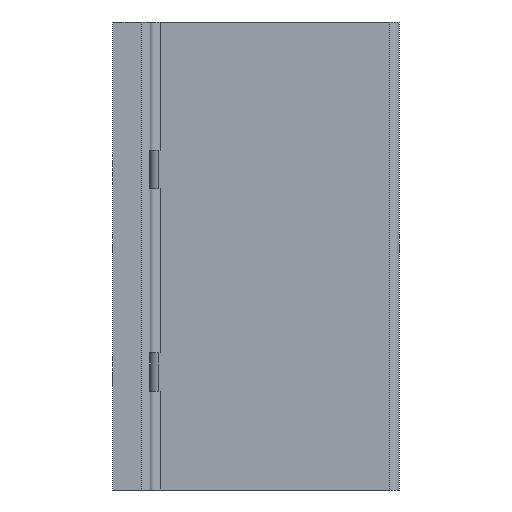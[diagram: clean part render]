
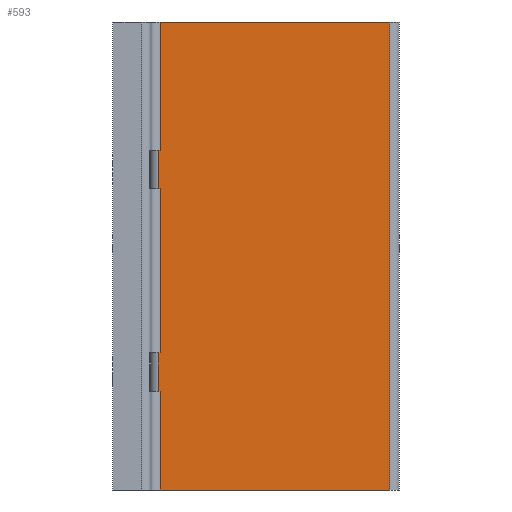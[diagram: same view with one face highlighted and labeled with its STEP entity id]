
A CAD part, left-side view. The second image highlights one B-rep face of the part: STEP entity #593.
In plain terms, the highlighted planar face has unit normal (-1, 0, 0).
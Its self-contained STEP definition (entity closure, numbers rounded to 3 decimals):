
#37=FACE_OUTER_BOUND('',#69,.T.);
#69=EDGE_LOOP('',(#445,#446,#447,#448,#449,#450,#451,#452,#453,#454,#455,
#456));
#126=LINE('',#891,#186);
#142=LINE('',#945,#202);
#145=LINE('',#953,#205);
#146=LINE('',#956,#206);
#147=LINE('',#958,#207);
#148=LINE('',#960,#208);
#149=LINE('',#962,#209);
#150=LINE('',#964,#210);
#151=LINE('',#966,#211);
#152=LINE('',#968,#212);
#153=LINE('',#970,#213);
#154=LINE('',#971,#214);
#186=VECTOR('',#708,10.);
#202=VECTOR('',#758,10.);
#205=VECTOR('',#767,10.);
#206=VECTOR('',#770,10.);
#207=VECTOR('',#771,10.);
#208=VECTOR('',#772,1.);
#209=VECTOR('',#773,10.);
#210=VECTOR('',#774,10.);
#211=VECTOR('',#775,10.);
#212=VECTOR('',#776,1.);
#213=VECTOR('',#777,10.);
#214=VECTOR('',#778,10.);
#249=VERTEX_POINT('',#888);
#250=VERTEX_POINT('',#890);
#270=VERTEX_POINT('',#942);
#271=VERTEX_POINT('',#944);
#274=VERTEX_POINT('',#955);
#275=VERTEX_POINT('',#957);
#276=VERTEX_POINT('',#959);
#277=VERTEX_POINT('',#961);
#278=VERTEX_POINT('',#963);
#279=VERTEX_POINT('',#965);
#280=VERTEX_POINT('',#967);
#281=VERTEX_POINT('',#969);
#309=EDGE_CURVE('',#250,#249,#126,.T.);
#336=EDGE_CURVE('',#271,#270,#142,.T.);
#341=EDGE_CURVE('',#271,#249,#145,.T.);
#342=EDGE_CURVE('',#274,#270,#146,.T.);
#343=EDGE_CURVE('',#274,#275,#147,.T.);
#344=EDGE_CURVE('',#276,#275,#148,.T.);
#345=EDGE_CURVE('',#276,#277,#149,.T.);
#346=EDGE_CURVE('',#278,#277,#150,.T.);
#347=EDGE_CURVE('',#278,#279,#151,.T.);
#348=EDGE_CURVE('',#280,#279,#152,.T.);
#349=EDGE_CURVE('',#280,#281,#153,.T.);
#350=EDGE_CURVE('',#250,#281,#154,.T.);
#445=ORIENTED_EDGE('',*,*,#309,.T.);
#446=ORIENTED_EDGE('',*,*,#341,.F.);
#447=ORIENTED_EDGE('',*,*,#336,.T.);
#448=ORIENTED_EDGE('',*,*,#342,.F.);
#449=ORIENTED_EDGE('',*,*,#343,.T.);
#450=ORIENTED_EDGE('',*,*,#344,.F.);
#451=ORIENTED_EDGE('',*,*,#345,.T.);
#452=ORIENTED_EDGE('',*,*,#346,.F.);
#453=ORIENTED_EDGE('',*,*,#347,.T.);
#454=ORIENTED_EDGE('',*,*,#348,.F.);
#455=ORIENTED_EDGE('',*,*,#349,.T.);
#456=ORIENTED_EDGE('',*,*,#350,.F.);
#571=PLANE('',#659);
#593=ADVANCED_FACE('',(#37),#571,.F.);
#659=AXIS2_PLACEMENT_3D('',#954,#768,#769);
#708=DIRECTION('',(0.,-1.,0.));
#758=DIRECTION('',(0.,1.,0.));
#767=DIRECTION('',(0.,0.,-1.));
#768=DIRECTION('center_axis',(1.,0.,0.));
#769=DIRECTION('ref_axis',(0.,1.,0.));
#770=DIRECTION('',(0.,0.,1.));
#771=DIRECTION('',(0.,1.,0.));
#772=DIRECTION('',(0.,0.,1.));
#773=DIRECTION('',(0.,-1.,0.));
#774=DIRECTION('',(0.,0.,1.));
#775=DIRECTION('',(0.,1.,0.));
#776=DIRECTION('',(0.,0.,1.));
#777=DIRECTION('',(0.,-1.,0.));
#778=DIRECTION('',(0.,0.,1.));
#888=CARTESIAN_POINT('',(-2.45,1.,5.5));
#890=CARTESIAN_POINT('',(-2.45,25.,5.5));
#891=CARTESIAN_POINT('',(-2.45,7.5,5.5));
#942=CARTESIAN_POINT('',(-2.45,25.,54.5));
#944=CARTESIAN_POINT('',(-2.45,1.,54.5));
#945=CARTESIAN_POINT('',(-2.45,7.5,54.5));
#953=CARTESIAN_POINT('',(-2.45,1.,0.));
#954=CARTESIAN_POINT('Origin',(-2.45,0.,0.));
#955=CARTESIAN_POINT('',(-2.45,25.,41.05));
#956=CARTESIAN_POINT('',(-2.45,25.,0.));
#957=CARTESIAN_POINT('',(-2.45,25.165,41.05));
#958=CARTESIAN_POINT('',(-2.45,14.,41.05));
#959=CARTESIAN_POINT('',(-2.45,25.165,37.05));
#960=CARTESIAN_POINT('',(-2.45,25.165,41.05));
#961=CARTESIAN_POINT('',(-2.45,25.,37.05));
#962=CARTESIAN_POINT('',(-2.45,14.,37.05));
#963=CARTESIAN_POINT('',(-2.45,25.,19.85));
#964=CARTESIAN_POINT('',(-2.45,25.,0.));
#965=CARTESIAN_POINT('',(-2.45,25.165,19.85));
#966=CARTESIAN_POINT('',(-2.45,14.,19.85));
#967=CARTESIAN_POINT('',(-2.45,25.165,15.85));
#968=CARTESIAN_POINT('',(-2.45,25.165,19.85));
#969=CARTESIAN_POINT('',(-2.45,25.,15.85));
#970=CARTESIAN_POINT('',(-2.45,14.,15.85));
#971=CARTESIAN_POINT('',(-2.45,25.,0.));
